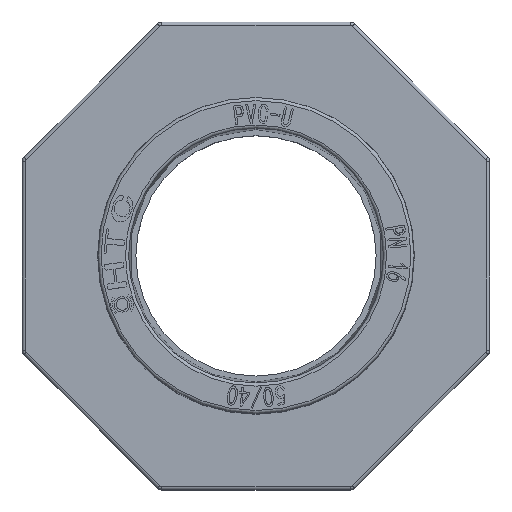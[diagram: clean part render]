
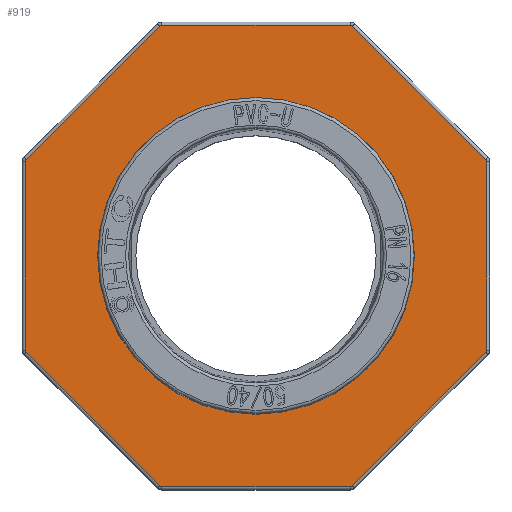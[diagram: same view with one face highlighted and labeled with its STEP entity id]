
A CAD part, top view. The second image highlights one B-rep face of the part: STEP entity #919.
In plain terms, the highlighted planar face has unit normal (0, 0, 1).
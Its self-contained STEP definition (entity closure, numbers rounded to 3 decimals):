
#919=ADVANCED_FACE('',(#4106,#4107),#1713,.T.);
#1713=PLANE('',#14719);
#2481=LINE('',#24396,#3244);
#2482=LINE('',#24401,#3245);
#2483=LINE('',#24405,#3246);
#2484=LINE('',#24409,#3247);
#2485=LINE('',#24413,#3248);
#2486=LINE('',#24417,#3249);
#2487=LINE('',#24421,#3250);
#2488=LINE('',#24425,#3251);
#3244=VECTOR('',#15709,1.);
#3245=VECTOR('',#15712,1.);
#3246=VECTOR('',#15715,1.);
#3247=VECTOR('',#15718,1.);
#3248=VECTOR('',#15721,1.);
#3249=VECTOR('',#15724,1.);
#3250=VECTOR('',#15727,1.);
#3251=VECTOR('',#15730,1.);
#3988=CIRCLE('',#14679,25.05);
#4001=CIRCLE('',#14711,0.5);
#4002=CIRCLE('',#14712,0.5);
#4003=CIRCLE('',#14713,0.5);
#4004=CIRCLE('',#14714,0.5);
#4005=CIRCLE('',#14715,0.5);
#4006=CIRCLE('',#14716,0.5);
#4007=CIRCLE('',#14717,0.5);
#4008=CIRCLE('',#14718,0.5);
#4106=FACE_BOUND('',#4196,.T.);
#4107=FACE_BOUND('',#4197,.T.);
#4196=EDGE_LOOP('',(#5578,#5579,#5580,#5581,#5582,#5583,#5584,#5585,#5586,
#5587,#5588,#5589,#5590,#5591,#5592,#5593));
#4197=EDGE_LOOP('',(#5594));
#5578=ORIENTED_EDGE('',*,*,#11562,.T.);
#5579=ORIENTED_EDGE('',*,*,#11563,.T.);
#5580=ORIENTED_EDGE('',*,*,#11564,.T.);
#5581=ORIENTED_EDGE('',*,*,#11565,.T.);
#5582=ORIENTED_EDGE('',*,*,#11566,.T.);
#5583=ORIENTED_EDGE('',*,*,#11567,.T.);
#5584=ORIENTED_EDGE('',*,*,#11568,.T.);
#5585=ORIENTED_EDGE('',*,*,#11569,.T.);
#5586=ORIENTED_EDGE('',*,*,#11570,.T.);
#5587=ORIENTED_EDGE('',*,*,#11571,.T.);
#5588=ORIENTED_EDGE('',*,*,#11572,.T.);
#5589=ORIENTED_EDGE('',*,*,#11573,.T.);
#5590=ORIENTED_EDGE('',*,*,#11574,.T.);
#5591=ORIENTED_EDGE('',*,*,#11575,.T.);
#5592=ORIENTED_EDGE('',*,*,#11576,.T.);
#5593=ORIENTED_EDGE('',*,*,#11577,.T.);
#5594=ORIENTED_EDGE('',*,*,#11515,.F.);
#10011=VERTEX_POINT('',#24288);
#10054=VERTEX_POINT('',#24397);
#10055=VERTEX_POINT('',#24398);
#10056=VERTEX_POINT('',#24400);
#10057=VERTEX_POINT('',#24402);
#10058=VERTEX_POINT('',#24404);
#10059=VERTEX_POINT('',#24406);
#10060=VERTEX_POINT('',#24408);
#10061=VERTEX_POINT('',#24410);
#10062=VERTEX_POINT('',#24412);
#10063=VERTEX_POINT('',#24414);
#10064=VERTEX_POINT('',#24416);
#10065=VERTEX_POINT('',#24418);
#10066=VERTEX_POINT('',#24420);
#10067=VERTEX_POINT('',#24422);
#10068=VERTEX_POINT('',#24424);
#10069=VERTEX_POINT('',#24426);
#11515=EDGE_CURVE('',#10011,#10011,#3988,.T.);
#11562=EDGE_CURVE('',#10054,#10055,#2481,.T.);
#11563=EDGE_CURVE('',#10055,#10056,#4001,.T.);
#11564=EDGE_CURVE('',#10056,#10057,#2482,.T.);
#11565=EDGE_CURVE('',#10057,#10058,#4002,.T.);
#11566=EDGE_CURVE('',#10058,#10059,#2483,.T.);
#11567=EDGE_CURVE('',#10059,#10060,#4003,.T.);
#11568=EDGE_CURVE('',#10060,#10061,#2484,.T.);
#11569=EDGE_CURVE('',#10061,#10062,#4004,.T.);
#11570=EDGE_CURVE('',#10062,#10063,#2485,.T.);
#11571=EDGE_CURVE('',#10063,#10064,#4005,.T.);
#11572=EDGE_CURVE('',#10064,#10065,#2486,.T.);
#11573=EDGE_CURVE('',#10065,#10066,#4006,.T.);
#11574=EDGE_CURVE('',#10066,#10067,#2487,.T.);
#11575=EDGE_CURVE('',#10067,#10068,#4007,.T.);
#11576=EDGE_CURVE('',#10068,#10069,#2488,.T.);
#11577=EDGE_CURVE('',#10069,#10054,#4008,.T.);
#14679=AXIS2_PLACEMENT_3D('',#24287,#15611,#15612);
#14711=AXIS2_PLACEMENT_3D('',#24399,#15710,#15711);
#14712=AXIS2_PLACEMENT_3D('',#24403,#15713,#15714);
#14713=AXIS2_PLACEMENT_3D('',#24407,#15716,#15717);
#14714=AXIS2_PLACEMENT_3D('',#24411,#15719,#15720);
#14715=AXIS2_PLACEMENT_3D('',#24415,#15722,#15723);
#14716=AXIS2_PLACEMENT_3D('',#24419,#15725,#15726);
#14717=AXIS2_PLACEMENT_3D('',#24423,#15728,#15729);
#14718=AXIS2_PLACEMENT_3D('',#24427,#15731,#15732);
#14719=AXIS2_PLACEMENT_3D('',#24428,#15733,#15734);
#15611=DIRECTION('',(0.,0.,1.));
#15612=DIRECTION('',(0.,1.,0.));
#15709=DIRECTION('',(-1.,0.,0.));
#15710=DIRECTION('',(0.,0.,1.));
#15711=DIRECTION('',(0.,1.,0.));
#15712=DIRECTION('',(-0.707,-0.707,0.));
#15713=DIRECTION('',(0.,0.,1.));
#15714=DIRECTION('',(0.,1.,0.));
#15715=DIRECTION('',(0.,-1.,0.));
#15716=DIRECTION('',(0.,0.,1.));
#15717=DIRECTION('',(0.,1.,0.));
#15718=DIRECTION('',(0.707,-0.707,0.));
#15719=DIRECTION('',(0.,0.,1.));
#15720=DIRECTION('',(0.,1.,0.));
#15721=DIRECTION('',(1.,0.,0.));
#15722=DIRECTION('',(0.,0.,1.));
#15723=DIRECTION('',(0.,1.,0.));
#15724=DIRECTION('',(0.707,0.707,0.));
#15725=DIRECTION('',(0.,0.,1.));
#15726=DIRECTION('',(0.,1.,0.));
#15727=DIRECTION('',(0.,1.,0.));
#15728=DIRECTION('',(0.,0.,1.));
#15729=DIRECTION('',(0.,1.,0.));
#15730=DIRECTION('',(-0.707,0.707,0.));
#15731=DIRECTION('',(0.,0.,1.));
#15732=DIRECTION('',(0.,1.,0.));
#15733=DIRECTION('',(0.,0.,1.));
#15734=DIRECTION('',(0.,1.,0.));
#24287=CARTESIAN_POINT('',(-57.,423.5,14.504));
#24288=CARTESIAN_POINT('',(-57.,448.55,14.504));
#24396=CARTESIAN_POINT('',(-71.912,460.,14.504));
#24397=CARTESIAN_POINT('',(-42.088,460.,14.504));
#24398=CARTESIAN_POINT('',(-71.912,460.,14.504));
#24399=CARTESIAN_POINT('',(-71.912,459.5,14.504));
#24400=CARTESIAN_POINT('',(-72.265,459.854,14.504));
#24401=CARTESIAN_POINT('',(-93.354,438.765,14.504));
#24402=CARTESIAN_POINT('',(-93.354,438.765,14.504));
#24403=CARTESIAN_POINT('',(-93.,438.412,14.504));
#24404=CARTESIAN_POINT('',(-93.5,438.412,14.504));
#24405=CARTESIAN_POINT('',(-93.5,408.588,14.504));
#24406=CARTESIAN_POINT('',(-93.5,408.588,14.504));
#24407=CARTESIAN_POINT('',(-93.,408.588,14.504));
#24408=CARTESIAN_POINT('',(-93.354,408.235,14.504));
#24409=CARTESIAN_POINT('',(-72.265,387.146,14.504));
#24410=CARTESIAN_POINT('',(-72.265,387.146,14.504));
#24411=CARTESIAN_POINT('',(-71.912,387.5,14.504));
#24412=CARTESIAN_POINT('',(-71.912,387.,14.504));
#24413=CARTESIAN_POINT('',(-42.088,387.,14.504));
#24414=CARTESIAN_POINT('',(-42.088,387.,14.504));
#24415=CARTESIAN_POINT('',(-42.088,387.5,14.504));
#24416=CARTESIAN_POINT('',(-41.735,387.146,14.504));
#24417=CARTESIAN_POINT('',(-20.646,408.235,14.504));
#24418=CARTESIAN_POINT('',(-20.646,408.235,14.504));
#24419=CARTESIAN_POINT('',(-21.,408.588,14.504));
#24420=CARTESIAN_POINT('',(-20.5,408.588,14.504));
#24421=CARTESIAN_POINT('',(-20.5,438.412,14.504));
#24422=CARTESIAN_POINT('',(-20.5,438.412,14.504));
#24423=CARTESIAN_POINT('',(-21.,438.412,14.504));
#24424=CARTESIAN_POINT('',(-20.646,438.765,14.504));
#24425=CARTESIAN_POINT('',(-41.735,459.854,14.504));
#24426=CARTESIAN_POINT('',(-41.735,459.854,14.504));
#24427=CARTESIAN_POINT('',(-42.088,459.5,14.504));
#24428=CARTESIAN_POINT('',(276.5,-39.5,14.504));
